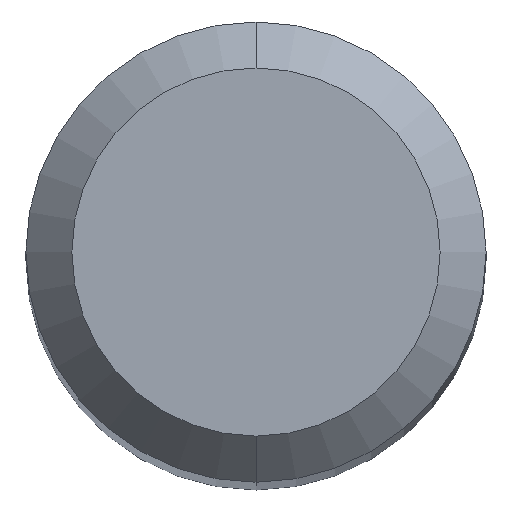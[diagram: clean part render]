
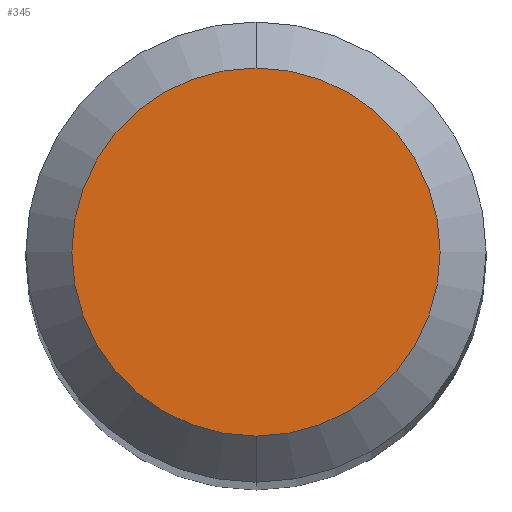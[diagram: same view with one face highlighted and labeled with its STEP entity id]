
A CAD part, top view. The second image highlights one B-rep face of the part: STEP entity #345.
In plain terms, the highlighted planar face has unit normal (0, 0, 1).
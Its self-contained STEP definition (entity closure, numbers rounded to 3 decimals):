
#177=EDGE_CURVE('',#261,#221,#484,.T.);
#221=VERTEX_POINT('',#531);
#261=VERTEX_POINT('',#574);
#345=ADVANCED_FACE('',(#667),#668,.T.);
#447=EDGE_CURVE('',#221,#261,#784,.T.);
#484=CIRCLE('',#814,1.2);
#531=CARTESIAN_POINT('',(0.,-1.2,0.0));
#574=CARTESIAN_POINT('',(0.0,1.2,0.0));
#667=FACE_OUTER_BOUND('',#1199,.T.);
#668=PLANE('',#1200);
#784=CIRCLE('',#1407,1.2);
#814=AXIS2_PLACEMENT_3D('',#1445,#1446,#1447);
#1199=EDGE_LOOP('',(#1636,#1637));
#1200=AXIS2_PLACEMENT_3D('',#1638,#1639,#1640);
#1407=AXIS2_PLACEMENT_3D('',#1794,#1795,#1796);
#1445=CARTESIAN_POINT('',(0.0,0.0,0.0));
#1446=DIRECTION('',(0.0,0.0,-1.0));
#1447=DIRECTION('',(0.0,1.0,0.0));
#1636=ORIENTED_EDGE('',*,*,#177,.F.);
#1637=ORIENTED_EDGE('',*,*,#447,.F.);
#1638=CARTESIAN_POINT('',(0.0,0.6,0.0));
#1639=DIRECTION('',(-0.0,0.0,1.0));
#1640=DIRECTION('',(0.0,-1.0,0.0));
#1794=CARTESIAN_POINT('',(0.0,0.0,0.0));
#1795=DIRECTION('',(0.0,0.0,-1.0));
#1796=DIRECTION('',(0.0,1.0,0.0));
